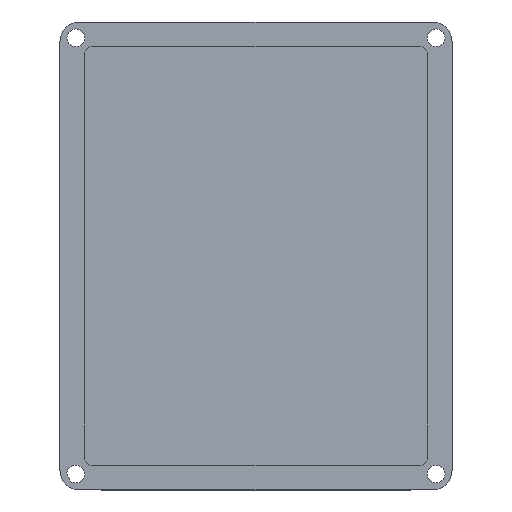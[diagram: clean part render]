
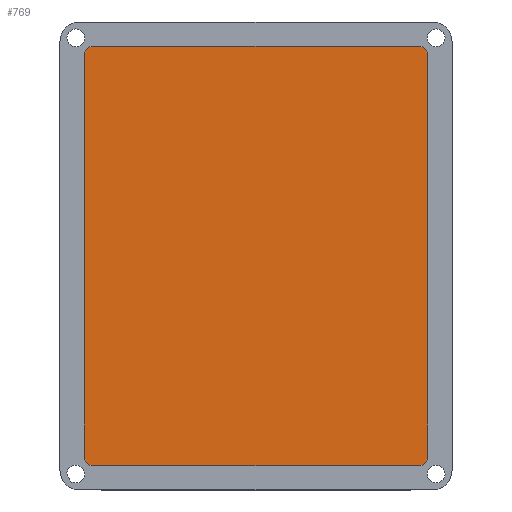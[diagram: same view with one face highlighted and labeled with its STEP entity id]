
A CAD part, top view. The second image highlights one B-rep face of the part: STEP entity #769.
In plain terms, the highlighted planar face has unit normal (0, 0, 1).
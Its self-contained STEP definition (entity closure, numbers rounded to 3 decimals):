
#41=PLANE('',#869);
#76=FACE_OUTER_BOUND('',#120,.T.);
#120=EDGE_LOOP('',(#662,#663,#664,#665,#666,#667,#668,#669));
#176=LINE('',#1297,#237);
#180=LINE('',#1309,#241);
#184=LINE('',#1321,#245);
#188=LINE('',#1333,#249);
#237=VECTOR('',#1056,10.);
#241=VECTOR('',#1068,10.);
#245=VECTOR('',#1080,10.);
#249=VECTOR('',#1092,10.);
#292=CIRCLE('',#856,1.3);
#294=CIRCLE('',#860,1.3);
#296=CIRCLE('',#864,1.3);
#298=CIRCLE('',#868,1.3);
#361=VERTEX_POINT('',#1294);
#362=VERTEX_POINT('',#1296);
#364=VERTEX_POINT('',#1302);
#366=VERTEX_POINT('',#1308);
#368=VERTEX_POINT('',#1314);
#370=VERTEX_POINT('',#1320);
#372=VERTEX_POINT('',#1326);
#374=VERTEX_POINT('',#1332);
#459=EDGE_CURVE('',#362,#361,#176,.T.);
#462=EDGE_CURVE('',#364,#362,#292,.T.);
#465=EDGE_CURVE('',#366,#364,#180,.T.);
#468=EDGE_CURVE('',#368,#366,#294,.T.);
#471=EDGE_CURVE('',#370,#368,#184,.T.);
#474=EDGE_CURVE('',#372,#370,#296,.T.);
#477=EDGE_CURVE('',#374,#372,#188,.T.);
#480=EDGE_CURVE('',#361,#374,#298,.T.);
#662=ORIENTED_EDGE('',*,*,#480,.T.);
#663=ORIENTED_EDGE('',*,*,#477,.T.);
#664=ORIENTED_EDGE('',*,*,#474,.T.);
#665=ORIENTED_EDGE('',*,*,#471,.T.);
#666=ORIENTED_EDGE('',*,*,#468,.T.);
#667=ORIENTED_EDGE('',*,*,#465,.T.);
#668=ORIENTED_EDGE('',*,*,#462,.T.);
#669=ORIENTED_EDGE('',*,*,#459,.T.);
#769=ADVANCED_FACE('',(#76),#41,.F.);
#856=AXIS2_PLACEMENT_3D('',#1303,#1062,#1063);
#860=AXIS2_PLACEMENT_3D('',#1315,#1074,#1075);
#864=AXIS2_PLACEMENT_3D('',#1327,#1086,#1087);
#868=AXIS2_PLACEMENT_3D('',#1337,#1098,#1099);
#869=AXIS2_PLACEMENT_3D('',#1338,#1100,#1101);
#1056=DIRECTION('',(0.,-1.,0.));
#1062=DIRECTION('center_axis',(0.,0.,1.));
#1063=DIRECTION('ref_axis',(-1.,0.,0.));
#1068=DIRECTION('',(-1.,0.,0.));
#1074=DIRECTION('center_axis',(0.,0.,1.));
#1075=DIRECTION('ref_axis',(0.,1.,0.));
#1080=DIRECTION('',(0.,1.,0.));
#1086=DIRECTION('center_axis',(0.,0.,1.));
#1087=DIRECTION('ref_axis',(1.,0.,0.));
#1092=DIRECTION('',(1.,0.,0.));
#1098=DIRECTION('center_axis',(0.,0.,1.));
#1099=DIRECTION('ref_axis',(0.,-1.,0.));
#1100=DIRECTION('center_axis',(0.,0.,-1.));
#1101=DIRECTION('ref_axis',(1.,0.,0.));
#1294=CARTESIAN_POINT('',(46.2,-104.25,-2.5));
#1296=CARTESIAN_POINT('',(46.2,-43.25,-2.5));
#1297=CARTESIAN_POINT('',(46.2,-58.5,-2.5));
#1302=CARTESIAN_POINT('',(47.5,-41.95,-2.5));
#1303=CARTESIAN_POINT('Origin',(47.5,-43.25,-2.5));
#1308=CARTESIAN_POINT('',(97.,-41.95,-2.5));
#1309=CARTESIAN_POINT('',(84.625,-41.95,-2.5));
#1314=CARTESIAN_POINT('',(98.3,-43.25,-2.5));
#1315=CARTESIAN_POINT('Origin',(97.,-43.25,-2.5));
#1320=CARTESIAN_POINT('',(98.3,-104.25,-2.5));
#1321=CARTESIAN_POINT('',(98.3,-89.,-2.5));
#1326=CARTESIAN_POINT('',(97.,-105.55,-2.5));
#1327=CARTESIAN_POINT('Origin',(97.,-104.25,-2.5));
#1332=CARTESIAN_POINT('',(47.5,-105.55,-2.5));
#1333=CARTESIAN_POINT('',(59.875,-105.55,-2.5));
#1337=CARTESIAN_POINT('Origin',(47.5,-104.25,-2.5));
#1338=CARTESIAN_POINT('Origin',(72.25,-73.75,-2.5));
